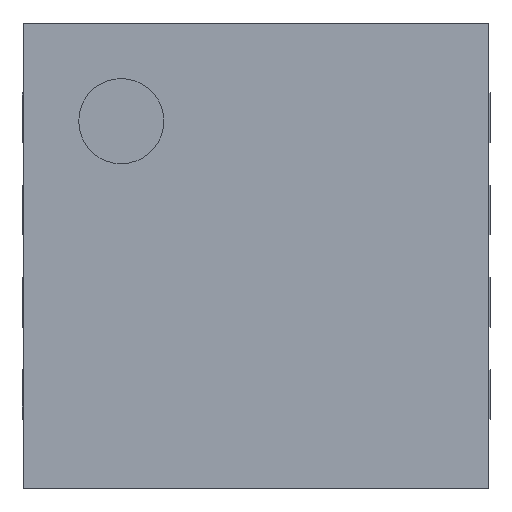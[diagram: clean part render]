
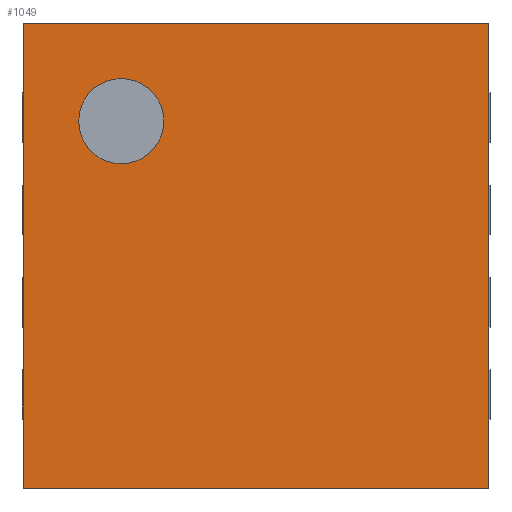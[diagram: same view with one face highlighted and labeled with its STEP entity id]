
A CAD part, top view. The second image highlights one B-rep face of the part: STEP entity #1049.
In plain terms, the highlighted planar face has unit normal (0, 0, 1).
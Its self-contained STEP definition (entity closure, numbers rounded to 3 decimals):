
#13=DIRECTION('',(0.,0.,1.));
#27=VECTOR('',#28,1.);
#28=DIRECTION('',(0.,-1.,0.));
#79=DIRECTION('',(1.,0.,0.));
#126=VECTOR('',#79,1.);
#372=VERTEX_POINT('',#373);
#373=CARTESIAN_POINT('',(1.64,1.64,0.97));
#376=EDGE_CURVE('',#372,#377,#379,.T.);
#377=VERTEX_POINT('',#378);
#378=CARTESIAN_POINT('',(1.64,-1.64,0.97));
#379=LINE('',#373,#27);
#456=VERTEX_POINT('',#457);
#457=CARTESIAN_POINT('',(-1.64,1.64,0.97));
#460=ORIENTED_EDGE('',*,*,#461,.F.);
#461=EDGE_CURVE('',#456,#372,#462,.T.);
#462=LINE('',#457,#126);
#495=ORIENTED_EDGE('',*,*,#496,.T.);
#496=EDGE_CURVE('',#456,#497,#499,.T.);
#497=VERTEX_POINT('',#498);
#498=CARTESIAN_POINT('',(-1.64,-1.64,0.97));
#499=LINE('',#457,#27);
#1045=EDGE_CURVE('',#497,#377,#1046,.T.);
#1046=LINE('',#498,#126);
#1049=ADVANCED_FACE('',(#1050,#1054),#1064,.T.);
#1050=FACE_BOUND('',#1051,.T.);
#1051=EDGE_LOOP('',(#460,#495,#1052,#1053));
#1052=ORIENTED_EDGE('',*,*,#1045,.T.);
#1053=ORIENTED_EDGE('',*,*,#376,.F.);
#1054=FACE_BOUND('',#1055,.T.);
#1055=EDGE_LOOP('',(#1056));
#1056=ORIENTED_EDGE('',*,*,#1057,.T.);
#1057=EDGE_CURVE('',#1058,#1058,#1060,.T.);
#1058=VERTEX_POINT('',#1059);
#1059=CARTESIAN_POINT('',(-0.95,0.65,0.97));
#1060=CIRCLE('',#1061,0.3);
#1061=AXIS2_PLACEMENT_3D('',#1062,#1063,#28);
#1062=CARTESIAN_POINT('',(-0.95,0.95,0.97));
#1063=DIRECTION('',(0.,-0.,-1.));
#1064=PLANE('',#1065);
#1065=AXIS2_PLACEMENT_3D('',#457,#13,#28);
